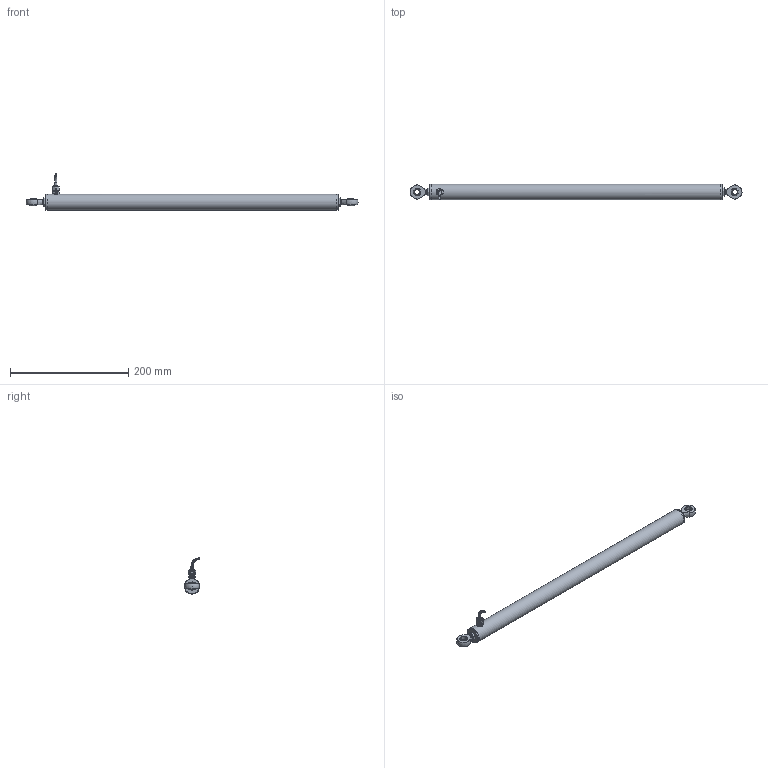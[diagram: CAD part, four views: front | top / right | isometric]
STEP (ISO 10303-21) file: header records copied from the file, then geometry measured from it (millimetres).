
FILE_DESCRIPTION (( 'STEP AP214' ), '1' );
FILE_NAME ('LRLE27-400R-00-10A.STEP', '2020-04-15T17:37:57', ( '' ), ( '' ), 'SwSTEP 2.0', 'SolidWorks 2019', '' );
FILE_SCHEMA (( 'AUTOMOTIVE_DESIGN' ));
Length unit declared in the file: inch
Products named in the file (1): LRLE27-400R-00-10A
Bounding box: 561.05 x 26.67 x 61.2 mm (x, y, z)
Volume: 158949.3 mm3; surface area: 127935 mm2
Topology: 28 solids, 30 shells, 298 faces, 610 edges, 392 vertices
Faces by surface type: plane 114, cylinder 92, cone 57, bspline 29, sphere 6
Full cylindrical faces by diameter (mm): 1 x4, 2.7 x1, 3.5 x2, 3.962 x2, 4.762 x1, 4.763 x1, 5.1 x1, 5.2 x1, 6.351 x2, 6.466 x2, 6.7 x1, 6.8 x2, 6.985 x1, 7.938 x1, 7.95 x1, 8 x5, 8.499 x2, 8.596 x1, 9 x1, 9.15 x1, 9.525 x6, 9.794 x1, 9.804 x1, 10.9 x2, 11.112 x2, 12.573 x1, 12.7 x2, 13.487 x1, 15.875 x1, 17.399 x2
Entity records: 13566 total; most frequent: CARTESIAN_POINT 3793, DIRECTION 1160, ORIENTED_EDGE 892, AXIS2_PLACEMENT_3D 535, EDGE_LOOP 484, EDGE_CURVE 446, FACE_OUTER_BOUND 387, VERTEX_POINT 350
